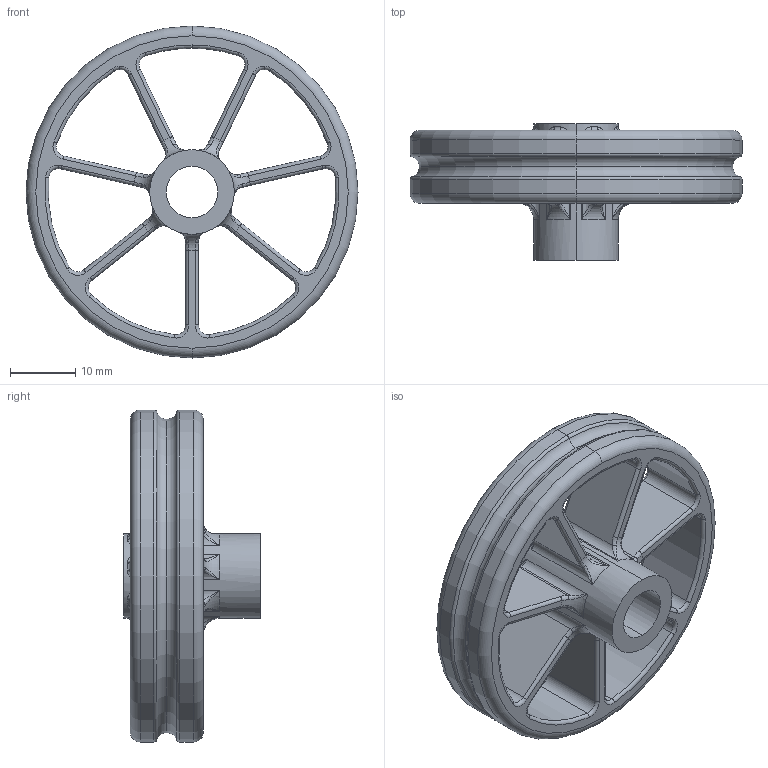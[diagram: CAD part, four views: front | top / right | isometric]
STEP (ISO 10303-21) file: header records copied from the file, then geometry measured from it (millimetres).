
FILE_DESCRIPTION (( 'STEP AP214' ), '1' );
FILE_NAME ('Pensa004_Straightener_Wheel.STEP', '2012-05-31T22:05:26', ( '' ), ( '' ), 'SwSTEP 2.0', 'SolidWorks 2011', '' );
FILE_SCHEMA (( 'AUTOMOTIVE_DESIGN' ));
Length unit declared in the file: millimetre
Products named in the file (1): Pensa004_Straightener_Wheel
Bounding box: 50.8 x 20.89 x 50.8 mm (x, y, z)
Volume: 9238.2 mm3; surface area: 8093.2 mm2
Topology: 1 solids, 1 shells, 236 faces, 584 edges, 316 vertices
Faces by surface type: torus 96, cylinder 80, bspline 42, plane 18
Entity records: 8118 total; most frequent: CARTESIAN_POINT 2765, DIRECTION 1192, ORIENTED_EDGE 1112, EDGE_CURVE 556, AXIS2_PLACEMENT_3D 531, CIRCLE 336, VERTEX_POINT 316, EDGE_LOOP 246
